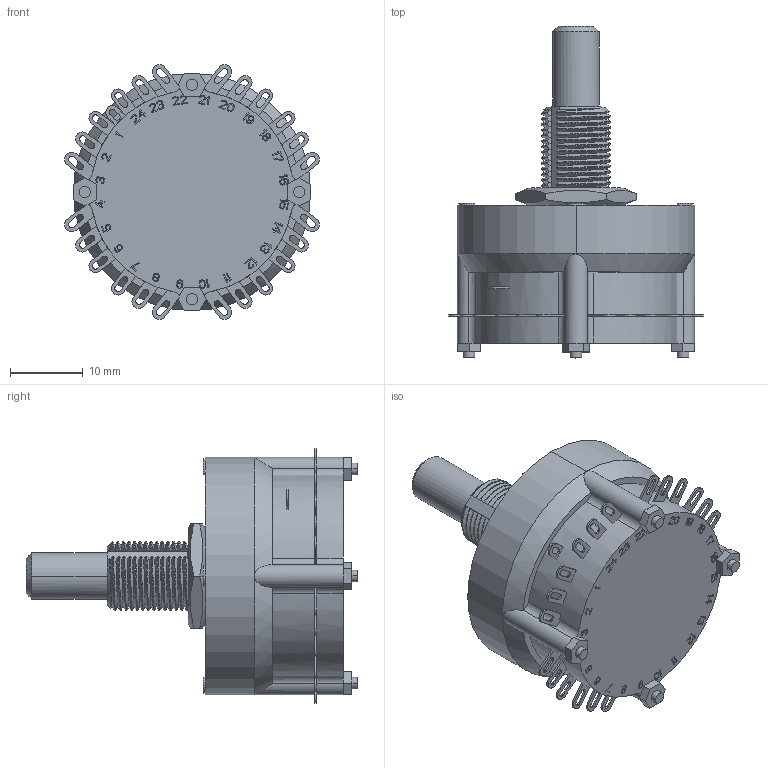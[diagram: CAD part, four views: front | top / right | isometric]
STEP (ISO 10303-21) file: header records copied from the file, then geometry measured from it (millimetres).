
FILE_DESCRIPTION((''),'2;1');
FILE_NAME('53HS15-01-4-06N','2015-02-13T',('amercuri'),(''),'PRO/ENGINEER BY PARAMETRIC TECHNOLOGY CORPORATION, 2011490','PRO/ENGINEER BY PARAMETRIC TECHNOLOGY CORPORATION, 2011490','');
FILE_SCHEMA(('CONFIG_CONTROL_DESIGN'));
Length unit declared in the file: inch
Products named in the file (1): 53HS15-01-4-06N
Bounding box: 34.89 x 45.47 x 34.89 mm (x, y, z)
Volume: 15138.7 mm3; surface area: 5050.7 mm2
Topology: 1 solids, 1 shells, 1530 faces, 4322 edges, 2869 vertices
Faces by surface type: plane 1356, cylinder 122, bspline 42, cone 10
Entity records: 56124 total; most frequent: CARTESIAN_POINT 16429, ORIENTED_EDGE 8644, DIRECTION 7458, EDGE_CURVE 4322, VECTOR 3858, LINE 3858, VERTEX_POINT 2869, AXIS2_PLACEMENT_3D 1800
